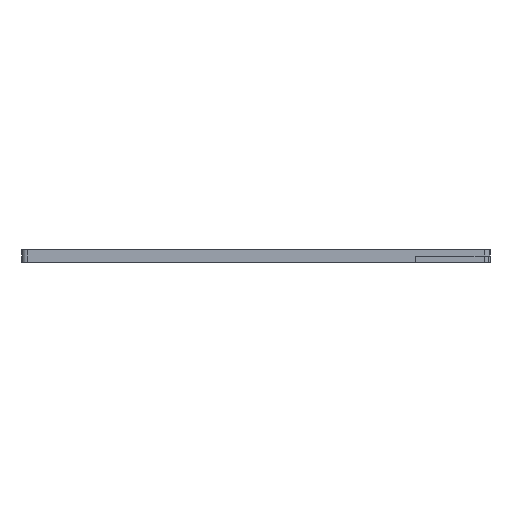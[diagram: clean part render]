
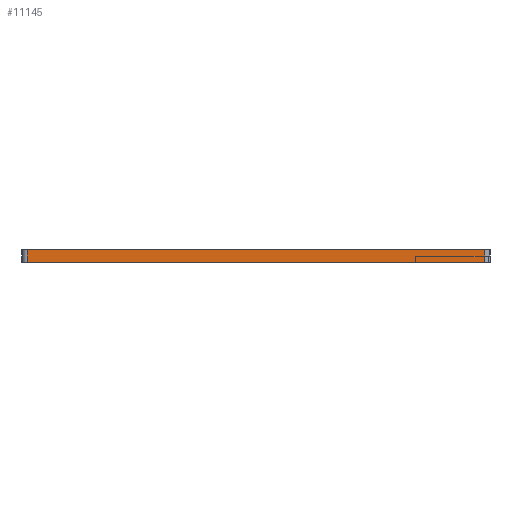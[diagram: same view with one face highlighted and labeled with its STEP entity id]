
A CAD part, left-side view. The second image highlights one B-rep face of the part: STEP entity #11145.
In plain terms, the highlighted planar face has unit normal (-1, 0, 0).
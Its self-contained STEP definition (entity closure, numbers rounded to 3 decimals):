
#213=PLANE('',#11791);
#774=FACE_OUTER_BOUND('',#1495,.T.);
#1495=EDGE_LOOP('',(#8503,#8504,#8505,#8506));
#2132=LINE('',#15225,#3677);
#2337=LINE('',#15679,#3882);
#2639=LINE('',#16323,#4184);
#2640=LINE('',#16325,#4185);
#3677=VECTOR('',#12402,10.);
#3882=VECTOR('',#12657,10.);
#4184=VECTOR('',#13003,10.);
#4185=VECTOR('',#13006,10.);
#5277=VERTEX_POINT('',#15222);
#5278=VERTEX_POINT('',#15224);
#5501=VERTEX_POINT('',#15676);
#5502=VERTEX_POINT('',#15678);
#6343=EDGE_CURVE('',#5277,#5278,#2132,.T.);
#6570=EDGE_CURVE('',#5501,#5502,#2337,.T.);
#6893=EDGE_CURVE('',#5278,#5501,#2639,.T.);
#6894=EDGE_CURVE('',#5502,#5277,#2640,.T.);
#8503=ORIENTED_EDGE('',*,*,#6893,.F.);
#8504=ORIENTED_EDGE('',*,*,#6343,.F.);
#8505=ORIENTED_EDGE('',*,*,#6894,.F.);
#8506=ORIENTED_EDGE('',*,*,#6570,.F.);
#11145=ADVANCED_FACE('',(#774),#213,.F.);
#11791=AXIS2_PLACEMENT_3D('',#16324,#13004,#13005);
#12402=DIRECTION('',(0.,1.,0.));
#12657=DIRECTION('',(0.,-1.,0.));
#13003=DIRECTION('',(0.,0.,1.));
#13004=DIRECTION('center_axis',(1.,0.,0.));
#13005=DIRECTION('ref_axis',(0.,-1.,0.));
#13006=DIRECTION('',(0.,0.,-1.));
#15222=CARTESIAN_POINT('',(-0.238,-113.05,11.));
#15224=CARTESIAN_POINT('',(-0.238,-1.25,11.));
#15225=CARTESIAN_POINT('',(-0.238,-28.575,11.));
#15676=CARTESIAN_POINT('',(-0.238,-1.25,14.));
#15678=CARTESIAN_POINT('',(-0.238,-113.05,14.));
#15679=CARTESIAN_POINT('',(-0.238,-28.575,14.));
#16323=CARTESIAN_POINT('',(-0.238,-1.25,18.));
#16324=CARTESIAN_POINT('Origin',(-0.238,0.,25.));
#16325=CARTESIAN_POINT('',(-0.238,-113.05,18.));
